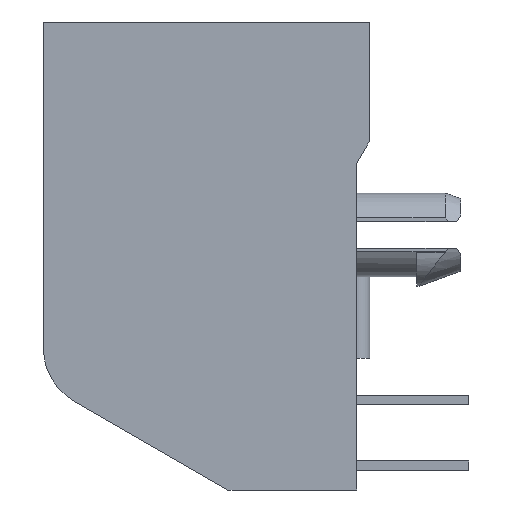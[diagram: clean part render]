
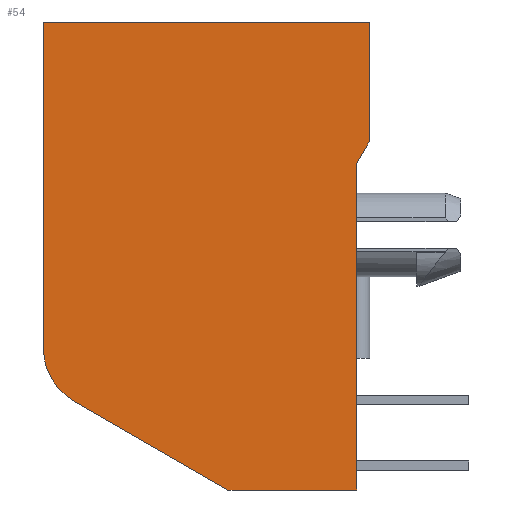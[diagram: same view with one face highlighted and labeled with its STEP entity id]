
A CAD part, left-side view. The second image highlights one B-rep face of the part: STEP entity #54.
In plain terms, the highlighted planar face has unit normal (-1, 0, 0).
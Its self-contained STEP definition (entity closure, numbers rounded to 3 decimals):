
#54=ADVANCED_FACE('',(#220),#221,.F.);
#220=FACE_OUTER_BOUND('',#558,.T.);
#221=PLANE('',#559);
#558=EDGE_LOOP('',(#950,#951,#952,#953,#954,#955,#956,#957));
#559=AXIS2_PLACEMENT_3D('',#958,#959,#960);
#950=ORIENTED_EDGE('',*,*,#2243,.F.);
#951=ORIENTED_EDGE('',*,*,#2244,.F.);
#952=ORIENTED_EDGE('',*,*,#2245,.F.);
#953=ORIENTED_EDGE('',*,*,#2246,.F.);
#954=ORIENTED_EDGE('',*,*,#2247,.F.);
#955=ORIENTED_EDGE('',*,*,#2248,.F.);
#956=ORIENTED_EDGE('',*,*,#2249,.F.);
#957=ORIENTED_EDGE('',*,*,#2250,.T.);
#958=CARTESIAN_POINT('',(-6.642,0.0,0.0));
#959=DIRECTION('',(1.0,0.0,0.0));
#960=DIRECTION('',(0.0,1.0,-0.0));
#2243=EDGE_CURVE('',#2706,#2707,#2708,.T.);
#2244=EDGE_CURVE('',#2709,#2706,#2710,.T.);
#2245=EDGE_CURVE('',#2711,#2709,#2712,.T.);
#2246=EDGE_CURVE('',#2713,#2711,#2714,.T.);
#2247=EDGE_CURVE('',#2715,#2713,#2716,.T.);
#2248=EDGE_CURVE('',#2717,#2715,#2718,.T.);
#2249=EDGE_CURVE('',#2719,#2717,#2720,.T.);
#2250=EDGE_CURVE('',#2719,#2707,#2721,.T.);
#2706=VERTEX_POINT('',#3503);
#2707=VERTEX_POINT('',#3504);
#2708=LINE('',#3505,#3506);
#2709=VERTEX_POINT('',#3507);
#2710=LINE('',#3508,#3509);
#2711=VERTEX_POINT('',#3510);
#2712=LINE('',#3511,#3512);
#2713=VERTEX_POINT('',#3513);
#2714=LINE('',#3514,#3515);
#2715=VERTEX_POINT('',#3516);
#2716=CIRCLE('',#3517,2.337);
#2717=VERTEX_POINT('',#3518);
#2718=LINE('',#3519,#3520);
#2719=VERTEX_POINT('',#3521);
#2720=LINE('',#3522,#3523);
#2721=LINE('',#3524,#3525);
#3503=CARTESIAN_POINT('',(-6.642,-6.287,-4.581));
#3504=CARTESIAN_POINT('',(-6.642,-5.779,-5.461));
#3505=CARTESIAN_POINT('',(-6.642,-6.287,-4.581));
#3506=VECTOR('',#4611,1.016);
#3507=CARTESIAN_POINT('',(-6.642,-6.287,0.0));
#3508=CARTESIAN_POINT('',(-6.642,-6.287,0.0));
#3509=VECTOR('',#4612,4.581);
#3510=CARTESIAN_POINT('',(-6.642,6.287,0.0));
#3511=CARTESIAN_POINT('',(-6.642,6.287,0.0));
#3512=VECTOR('',#4613,12.573);
#3513=CARTESIAN_POINT('',(-6.642,6.287,-12.579));
#3514=CARTESIAN_POINT('',(-6.642,6.287,-12.579));
#3515=VECTOR('',#4614,12.579);
#3516=CARTESIAN_POINT('',(-6.642,5.118,-14.602));
#3517=AXIS2_PLACEMENT_3D('',#4615,#4616,#4617);
#3518=CARTESIAN_POINT('',(-6.642,-0.826,-18.034));
#3519=CARTESIAN_POINT('',(-6.642,-0.826,-18.034));
#3520=VECTOR('',#4618,6.863);
#3521=CARTESIAN_POINT('',(-6.642,-5.779,-18.034));
#3522=CARTESIAN_POINT('',(-6.642,-5.779,-18.034));
#3523=VECTOR('',#4619,4.953);
#3524=CARTESIAN_POINT('',(-6.642,-5.779,-18.034));
#3525=VECTOR('',#4620,12.573);
#4611=DIRECTION('',(0.0,0.5,-0.866));
#4612=DIRECTION('',(0.0,0.0,-1.0));
#4613=DIRECTION('',(0.0,-1.0,0.0));
#4614=DIRECTION('',(0.0,0.0,1.0));
#4615=CARTESIAN_POINT('',(-6.642,3.95,-12.579));
#4616=DIRECTION('',(1.0,0.0,0.0));
#4617=DIRECTION('',(0.0,0.5,-0.866));
#4618=DIRECTION('',(0.0,0.866,0.5));
#4619=DIRECTION('',(0.0,1.0,0.0));
#4620=DIRECTION('',(0.0,0.0,1.0));
